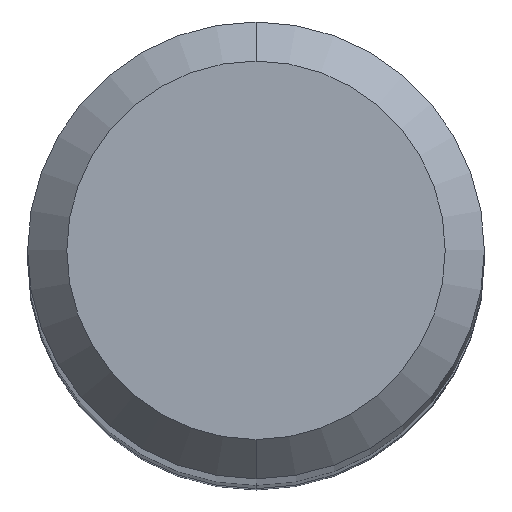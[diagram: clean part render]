
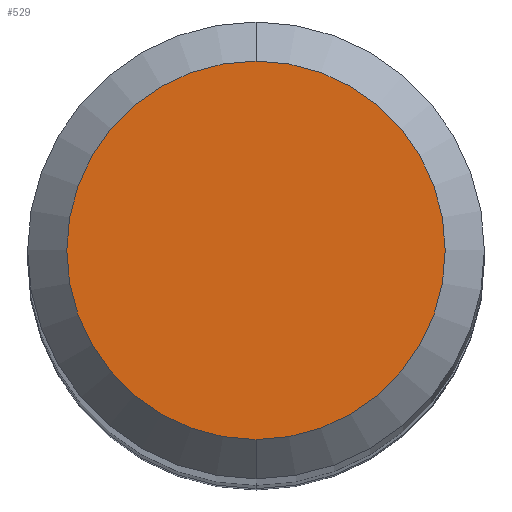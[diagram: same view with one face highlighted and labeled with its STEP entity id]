
A CAD part, top view. The second image highlights one B-rep face of the part: STEP entity #529.
In plain terms, the highlighted planar face has unit normal (0, 0, 1).
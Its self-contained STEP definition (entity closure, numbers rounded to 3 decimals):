
#219=EDGE_CURVE('',#239,#439,#607,.T.);
#239=VERTEX_POINT('',#627);
#439=VERTEX_POINT('',#852);
#529=ADVANCED_FACE('',(#950),#951,.T.);
#561=EDGE_CURVE('',#439,#239,#987,.T.);
#607=CIRCLE('',#1028,1.45);
#627=CARTESIAN_POINT('',(0.,-1.45,0.0));
#852=CARTESIAN_POINT('',(0.0,1.45,0.0));
#950=FACE_OUTER_BOUND('',#1666,.T.);
#951=PLANE('',#1667);
#987=CIRCLE('',#1727,1.45);
#1028=AXIS2_PLACEMENT_3D('',#1783,#1784,#1785);
#1666=EDGE_LOOP('',(#2176,#2177));
#1667=AXIS2_PLACEMENT_3D('',#2178,#2179,#2180);
#1727=AXIS2_PLACEMENT_3D('',#2227,#2228,#2229);
#1783=CARTESIAN_POINT('',(0.0,0.0,0.0));
#1784=DIRECTION('',(0.0,0.0,-1.0));
#1785=DIRECTION('',(0.0,1.0,0.0));
#2176=ORIENTED_EDGE('',*,*,#561,.F.);
#2177=ORIENTED_EDGE('',*,*,#219,.F.);
#2178=CARTESIAN_POINT('',(0.0,0.725,0.0));
#2179=DIRECTION('',(-0.0,0.0,1.0));
#2180=DIRECTION('',(0.0,-1.0,0.0));
#2227=CARTESIAN_POINT('',(0.0,0.0,0.0));
#2228=DIRECTION('',(0.0,0.0,-1.0));
#2229=DIRECTION('',(0.0,1.0,0.0));
